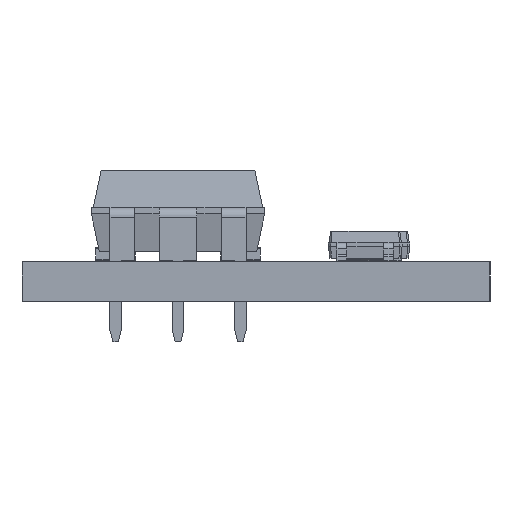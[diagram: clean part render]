
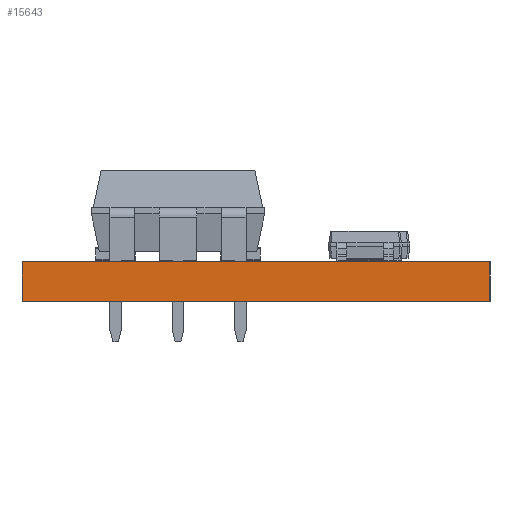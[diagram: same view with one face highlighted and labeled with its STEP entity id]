
A CAD part, left-side view. The second image highlights one B-rep face of the part: STEP entity #15643.
In plain terms, the highlighted planar face has unit normal (-1, 0, 0).
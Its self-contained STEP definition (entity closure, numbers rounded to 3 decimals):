
#15643 = ADVANCED_FACE('',(#15644),#15658,.F.);
#15644 = FACE_BOUND('',#15645,.F.);
#15645 = EDGE_LOOP('',(#15646,#15681,#15709,#15737));
#15646 = ORIENTED_EDGE('',*,*,#15647,.T.);
#15647 = EDGE_CURVE('',#15648,#15650,#15652,.T.);
#15648 = VERTEX_POINT('',#15649);
#15649 = CARTESIAN_POINT('',(175.26,-17.78,0.));
#15650 = VERTEX_POINT('',#15651);
#15651 = CARTESIAN_POINT('',(175.26,-17.78,1.6));
#15652 = SURFACE_CURVE('',#15653,(#15657,#15669),.PCURVE_S1.);
#15653 = LINE('',#15654,#15655);
#15654 = CARTESIAN_POINT('',(175.26,-17.78,0.));
#15655 = VECTOR('',#15656,1.);
#15656 = DIRECTION('',(0.,0.,1.));
#15657 = PCURVE('',#15658,#15663);
#15658 = PLANE('',#15659);
#15659 = AXIS2_PLACEMENT_3D('',#15660,#15661,#15662);
#15660 = CARTESIAN_POINT('',(175.26,-17.78,0.));
#15661 = DIRECTION('',(1.,0.,-0.));
#15662 = DIRECTION('',(0.,-1.,0.));
#15663 = DEFINITIONAL_REPRESENTATION('',(#15664),#15668);
#15664 = LINE('',#15665,#15666);
#15665 = CARTESIAN_POINT('',(0.,0.));
#15666 = VECTOR('',#15667,1.);
#15667 = DIRECTION('',(0.,-1.));
#15668 = ( GEOMETRIC_REPRESENTATION_CONTEXT(2) 
PARAMETRIC_REPRESENTATION_CONTEXT() REPRESENTATION_CONTEXT('2D SPACE',''
  ) );
#15669 = PCURVE('',#15670,#15675);
#15670 = PLANE('',#15671);
#15671 = AXIS2_PLACEMENT_3D('',#15672,#15673,#15674);
#15672 = CARTESIAN_POINT('',(228.6,-17.78,0.));
#15673 = DIRECTION('',(0.,-1.,0.));
#15674 = DIRECTION('',(-1.,0.,0.));
#15675 = DEFINITIONAL_REPRESENTATION('',(#15676),#15680);
#15676 = LINE('',#15677,#15678);
#15677 = CARTESIAN_POINT('',(53.34,0.));
#15678 = VECTOR('',#15679,1.);
#15679 = DIRECTION('',(0.,-1.));
#15680 = ( GEOMETRIC_REPRESENTATION_CONTEXT(2) 
PARAMETRIC_REPRESENTATION_CONTEXT() REPRESENTATION_CONTEXT('2D SPACE',''
  ) );
#15681 = ORIENTED_EDGE('',*,*,#15682,.T.);
#15682 = EDGE_CURVE('',#15650,#15683,#15685,.T.);
#15683 = VERTEX_POINT('',#15684);
#15684 = CARTESIAN_POINT('',(175.26,-36.83,1.6));
#15685 = SURFACE_CURVE('',#15686,(#15690,#15697),.PCURVE_S1.);
#15686 = LINE('',#15687,#15688);
#15687 = CARTESIAN_POINT('',(175.26,-17.78,1.6));
#15688 = VECTOR('',#15689,1.);
#15689 = DIRECTION('',(0.,-1.,0.));
#15690 = PCURVE('',#15658,#15691);
#15691 = DEFINITIONAL_REPRESENTATION('',(#15692),#15696);
#15692 = LINE('',#15693,#15694);
#15693 = CARTESIAN_POINT('',(0.,-1.6));
#15694 = VECTOR('',#15695,1.);
#15695 = DIRECTION('',(1.,0.));
#15696 = ( GEOMETRIC_REPRESENTATION_CONTEXT(2) 
PARAMETRIC_REPRESENTATION_CONTEXT() REPRESENTATION_CONTEXT('2D SPACE',''
  ) );
#15697 = PCURVE('',#15698,#15703);
#15698 = PLANE('',#15699);
#15699 = AXIS2_PLACEMENT_3D('',#15700,#15701,#15702);
#15700 = CARTESIAN_POINT('',(201.93,-27.305,1.6));
#15701 = DIRECTION('',(0.,0.,1.));
#15702 = DIRECTION('',(1.,0.,-0.));
#15703 = DEFINITIONAL_REPRESENTATION('',(#15704),#15708);
#15704 = LINE('',#15705,#15706);
#15705 = CARTESIAN_POINT('',(-26.67,9.525));
#15706 = VECTOR('',#15707,1.);
#15707 = DIRECTION('',(0.,-1.));
#15708 = ( GEOMETRIC_REPRESENTATION_CONTEXT(2) 
PARAMETRIC_REPRESENTATION_CONTEXT() REPRESENTATION_CONTEXT('2D SPACE',''
  ) );
#15709 = ORIENTED_EDGE('',*,*,#15710,.F.);
#15710 = EDGE_CURVE('',#15711,#15683,#15713,.T.);
#15711 = VERTEX_POINT('',#15712);
#15712 = CARTESIAN_POINT('',(175.26,-36.83,0.));
#15713 = SURFACE_CURVE('',#15714,(#15718,#15725),.PCURVE_S1.);
#15714 = LINE('',#15715,#15716);
#15715 = CARTESIAN_POINT('',(175.26,-36.83,0.));
#15716 = VECTOR('',#15717,1.);
#15717 = DIRECTION('',(0.,0.,1.));
#15718 = PCURVE('',#15658,#15719);
#15719 = DEFINITIONAL_REPRESENTATION('',(#15720),#15724);
#15720 = LINE('',#15721,#15722);
#15721 = CARTESIAN_POINT('',(19.05,0.));
#15722 = VECTOR('',#15723,1.);
#15723 = DIRECTION('',(0.,-1.));
#15724 = ( GEOMETRIC_REPRESENTATION_CONTEXT(2) 
PARAMETRIC_REPRESENTATION_CONTEXT() REPRESENTATION_CONTEXT('2D SPACE',''
  ) );
#15725 = PCURVE('',#15726,#15731);
#15726 = PLANE('',#15727);
#15727 = AXIS2_PLACEMENT_3D('',#15728,#15729,#15730);
#15728 = CARTESIAN_POINT('',(175.26,-36.83,0.));
#15729 = DIRECTION('',(0.,1.,0.));
#15730 = DIRECTION('',(1.,0.,0.));
#15731 = DEFINITIONAL_REPRESENTATION('',(#15732),#15736);
#15732 = LINE('',#15733,#15734);
#15733 = CARTESIAN_POINT('',(0.,0.));
#15734 = VECTOR('',#15735,1.);
#15735 = DIRECTION('',(0.,-1.));
#15736 = ( GEOMETRIC_REPRESENTATION_CONTEXT(2) 
PARAMETRIC_REPRESENTATION_CONTEXT() REPRESENTATION_CONTEXT('2D SPACE',''
  ) );
#15737 = ORIENTED_EDGE('',*,*,#15738,.F.);
#15738 = EDGE_CURVE('',#15648,#15711,#15739,.T.);
#15739 = SURFACE_CURVE('',#15740,(#15744,#15751),.PCURVE_S1.);
#15740 = LINE('',#15741,#15742);
#15741 = CARTESIAN_POINT('',(175.26,-17.78,0.));
#15742 = VECTOR('',#15743,1.);
#15743 = DIRECTION('',(0.,-1.,0.));
#15744 = PCURVE('',#15658,#15745);
#15745 = DEFINITIONAL_REPRESENTATION('',(#15746),#15750);
#15746 = LINE('',#15747,#15748);
#15747 = CARTESIAN_POINT('',(0.,0.));
#15748 = VECTOR('',#15749,1.);
#15749 = DIRECTION('',(1.,0.));
#15750 = ( GEOMETRIC_REPRESENTATION_CONTEXT(2) 
PARAMETRIC_REPRESENTATION_CONTEXT() REPRESENTATION_CONTEXT('2D SPACE',''
  ) );
#15751 = PCURVE('',#15752,#15757);
#15752 = PLANE('',#15753);
#15753 = AXIS2_PLACEMENT_3D('',#15754,#15755,#15756);
#15754 = CARTESIAN_POINT('',(201.93,-27.305,0.));
#15755 = DIRECTION('',(0.,0.,1.));
#15756 = DIRECTION('',(1.,0.,-0.));
#15757 = DEFINITIONAL_REPRESENTATION('',(#15758),#15762);
#15758 = LINE('',#15759,#15760);
#15759 = CARTESIAN_POINT('',(-26.67,9.525));
#15760 = VECTOR('',#15761,1.);
#15761 = DIRECTION('',(0.,-1.));
#15762 = ( GEOMETRIC_REPRESENTATION_CONTEXT(2) 
PARAMETRIC_REPRESENTATION_CONTEXT() REPRESENTATION_CONTEXT('2D SPACE',''
  ) );
